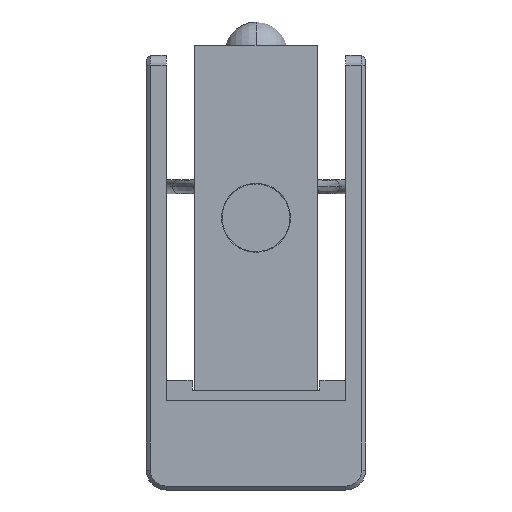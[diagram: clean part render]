
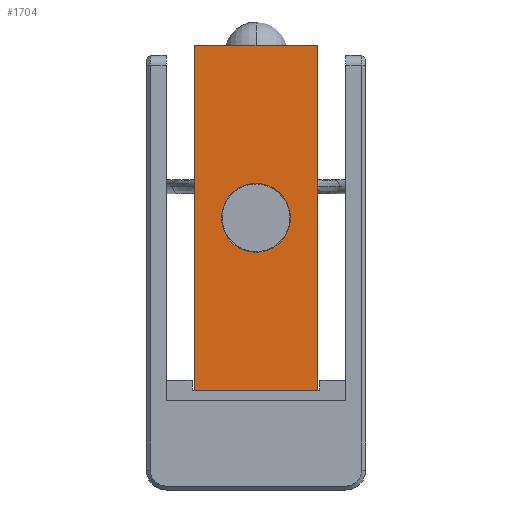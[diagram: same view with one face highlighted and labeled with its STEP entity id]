
A CAD part, left-side view. The second image highlights one B-rep face of the part: STEP entity #1704.
In plain terms, the highlighted planar face has unit normal (-1, 0, 0).
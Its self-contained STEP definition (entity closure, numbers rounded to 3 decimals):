
#1351 = CARTESIAN_POINT ( 'NONE',  ( -26.67, 0., -1.727 ) ) ;
#1704 = ADVANCED_FACE ( 'NONE', ( #17908, #10996 ), #18370, .F. ) ;
#2052 = DIRECTION ( 'NONE',  ( -1., 0., 0. ) ) ;
#2181 = DIRECTION ( 'NONE',  ( 0., 1., 0. ) ) ;
#2243 = CARTESIAN_POINT ( 'NONE',  ( -26.67, 0., 0. ) ) ;
#2412 = CARTESIAN_POINT ( 'NONE',  ( -26.67, 8.649, 3.08 ) ) ;
#2524 = EDGE_CURVE ( 'NONE', #20448, #20807, #5388, .T. ) ;
#2628 = DIRECTION ( 'NONE',  ( 0., -1., 0. ) ) ;
#2716 = EDGE_CURVE ( 'NONE', #19503, #19776, #29082, .T. ) ;
#3042 = DIRECTION ( 'NONE',  ( -1., 0., 0. ) ) ;
#3656 = CARTESIAN_POINT ( 'NONE',  ( -26.67, 8.649, 3.08 ) ) ;
#5291 = CARTESIAN_POINT ( 'NONE',  ( -26.67, -8.649, -3.08 ) ) ;
#5388 = CIRCLE ( 'NONE', #9475, 1.727 ) ;
#7014 = DIRECTION ( 'NONE',  ( 0., 0., 1. ) ) ;
#7952 = CARTESIAN_POINT ( 'NONE',  ( -26.67, 8.649, 3.08 ) ) ;
#8187 = EDGE_CURVE ( 'NONE', #20807, #20448, #21049, .T. ) ;
#8195 = DIRECTION ( 'NONE',  ( 0., 0., -1. ) ) ;
#8907 = VECTOR ( 'NONE', #26633, 1000. ) ;
#9117 = CARTESIAN_POINT ( 'NONE',  ( -26.67, 8.649, -3.08 ) ) ;
#9399 = EDGE_LOOP ( 'NONE', ( #23416, #19984, #28516, #23896 ) ) ;
#9475 = AXIS2_PLACEMENT_3D ( 'NONE', #28706, #3042, #26372 ) ;
#9632 = VECTOR ( 'NONE', #15194, 1000. ) ;
#9956 = EDGE_CURVE ( 'NONE', #19503, #28773, #27125, .T. ) ;
#9987 = LINE ( 'NONE', #9117, #12927 ) ;
#10119 = CARTESIAN_POINT ( 'NONE',  ( -26.67, -8.649, 3.08 ) ) ;
#10340 = EDGE_LOOP ( 'NONE', ( #17206, #18687 ) ) ;
#10996 = FACE_OUTER_BOUND ( 'NONE', #9399, .T. ) ;
#12148 = AXIS2_PLACEMENT_3D ( 'NONE', #23061, #30088, #2181 ) ;
#12927 = VECTOR ( 'NONE', #2628, 1000. ) ;
#14677 = CARTESIAN_POINT ( 'NONE',  ( -26.67, 8.649, -3.08 ) ) ;
#15194 = DIRECTION ( 'NONE',  ( 0., -1., 0. ) ) ;
#15830 = EDGE_CURVE ( 'NONE', #19776, #29066, #9987, .T. ) ;
#15931 = EDGE_CURVE ( 'NONE', #28773, #29066, #28248, .T. ) ;
#17136 = CARTESIAN_POINT ( 'NONE',  ( -26.67, -8.649, 3.08 ) ) ;
#17206 = ORIENTED_EDGE ( 'NONE', *, *, #8187, .F. ) ;
#17908 = FACE_BOUND ( 'NONE', #10340, .T. ) ;
#18370 = PLANE ( 'NONE',  #12148 ) ;
#18687 = ORIENTED_EDGE ( 'NONE', *, *, #2524, .F. ) ;
#18976 = AXIS2_PLACEMENT_3D ( 'NONE', #2243, #2052, #7014 ) ;
#19503 = VERTEX_POINT ( 'NONE', #2412 ) ;
#19776 = VERTEX_POINT ( 'NONE', #14677 ) ;
#19984 = ORIENTED_EDGE ( 'NONE', *, *, #15931, .F. ) ;
#20448 = VERTEX_POINT ( 'NONE', #1351 ) ;
#20807 = VERTEX_POINT ( 'NONE', #28963 ) ;
#21049 = CIRCLE ( 'NONE', #18976, 1.727 ) ;
#22888 = VECTOR ( 'NONE', #8195, 1000. ) ;
#23061 = CARTESIAN_POINT ( 'NONE',  ( -26.67, 8.649, 3.08 ) ) ;
#23416 = ORIENTED_EDGE ( 'NONE', *, *, #15830, .T. ) ;
#23896 = ORIENTED_EDGE ( 'NONE', *, *, #2716, .T. ) ;
#26372 = DIRECTION ( 'NONE',  ( 0., 0., 1. ) ) ;
#26633 = DIRECTION ( 'NONE',  ( 0., 0., -1. ) ) ;
#27125 = LINE ( 'NONE', #7952, #9632 ) ;
#28248 = LINE ( 'NONE', #10119, #8907 ) ;
#28516 = ORIENTED_EDGE ( 'NONE', *, *, #9956, .F. ) ;
#28706 = CARTESIAN_POINT ( 'NONE',  ( -26.67, 0., 0. ) ) ;
#28773 = VERTEX_POINT ( 'NONE', #17136 ) ;
#28963 = CARTESIAN_POINT ( 'NONE',  ( -26.67, 0., 1.727 ) ) ;
#29066 = VERTEX_POINT ( 'NONE', #5291 ) ;
#29082 = LINE ( 'NONE', #3656, #22888 ) ;
#30088 = DIRECTION ( 'NONE',  ( 1., 0., 0. ) ) ;
